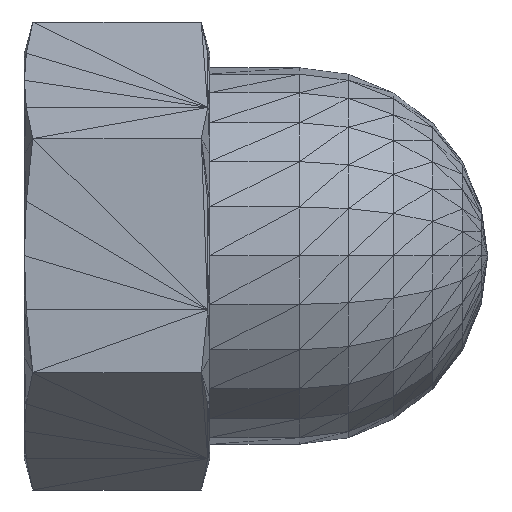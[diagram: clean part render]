
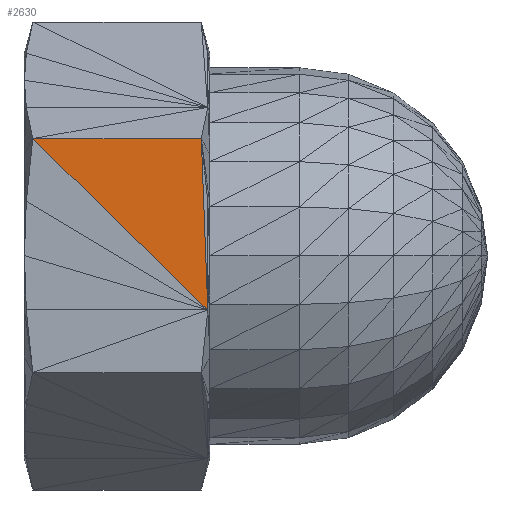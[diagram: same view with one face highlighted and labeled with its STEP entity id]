
A CAD part, top view. The second image highlights one B-rep face of the part: STEP entity #2630.
In plain terms, the highlighted planar face has unit normal (0, 0, 1).
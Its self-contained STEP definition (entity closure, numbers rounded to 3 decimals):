
#1304 = VERTEX_POINT('',#1305);
#1305 = CARTESIAN_POINT('',(0.013,0.523,
    0.604));
#1345 = PLANE('',#1346);
#1346 = AXIS2_PLACEMENT_3D('',#1347,#1348,#1349);
#1347 = CARTESIAN_POINT('',(0.16,0.537,0.58
    ));
#1348 = DIRECTION('',(0.,0.866,0.5)
  );
#1349 = DIRECTION('',(0.,-0.5,0.866));
#1893 = EDGE_CURVE('',#1304,#1894,#1896,.T.);
#1894 = VERTEX_POINT('',#1895);
#1895 = CARTESIAN_POINT('',(0.264,0.523,0.604
    ));
#1896 = SURFACE_CURVE('',#1897,(#1901,#1908),.PCURVE_S1.);
#1897 = LINE('',#1898,#1899);
#1898 = CARTESIAN_POINT('',(0.013,0.523,
    0.604));
#1899 = VECTOR('',#1900,1.);
#1900 = DIRECTION('',(1.,0.,0.));
#1901 = PCURVE('',#1345,#1902);
#1902 = DEFINITIONAL_REPRESENTATION('',(#1903),#1907);
#1903 = LINE('',#1904,#1905);
#1904 = CARTESIAN_POINT('',(0.028,-0.147));
#1905 = VECTOR('',#1906,1.);
#1906 = DIRECTION('',(0.,1.));
#1907 = ( GEOMETRIC_REPRESENTATION_CONTEXT(2) 
PARAMETRIC_REPRESENTATION_CONTEXT() REPRESENTATION_CONTEXT('2D SPACE',''
  ) );
#1908 = PCURVE('',#1909,#1914);
#1909 = PLANE('',#1910);
#1910 = AXIS2_PLACEMENT_3D('',#1911,#1912,#1913);
#1911 = CARTESIAN_POINT('',(0.178,0.432,0.604)
  );
#1912 = DIRECTION('',(0.,0.,1.));
#1913 = DIRECTION('',(1.,0.,0.));
#1914 = DEFINITIONAL_REPRESENTATION('',(#1915),#1919);
#1915 = LINE('',#1916,#1917);
#1916 = CARTESIAN_POINT('',(-0.166,0.091));
#1917 = VECTOR('',#1918,1.);
#1918 = DIRECTION('',(1.,0.));
#1919 = ( GEOMETRIC_REPRESENTATION_CONTEXT(2) 
PARAMETRIC_REPRESENTATION_CONTEXT() REPRESENTATION_CONTEXT('2D SPACE',''
  ) );
#2618 = PLANE('',#2619);
#2619 = AXIS2_PLACEMENT_3D('',#2620,#2621,#2622);
#2620 = CARTESIAN_POINT('',(0.125,0.386,0.604)
  );
#2621 = DIRECTION('',(0.,0.,1.));
#2622 = DIRECTION('',(1.,0.,0.));
#2630 = ADVANCED_FACE('',(#2631),#1909,.T.);
#2631 = FACE_BOUND('',#2632,.T.);
#2632 = EDGE_LOOP('',(#2633,#2656,#2682));
#2633 = ORIENTED_EDGE('',*,*,#2634,.T.);
#2634 = EDGE_CURVE('',#1304,#2635,#2637,.T.);
#2635 = VERTEX_POINT('',#2636);
#2636 = CARTESIAN_POINT('',(0.273,0.268,0.604
    ));
#2637 = SURFACE_CURVE('',#2638,(#2642,#2649),.PCURVE_S1.);
#2638 = LINE('',#2639,#2640);
#2639 = CARTESIAN_POINT('',(0.013,0.523,
    0.604));
#2640 = VECTOR('',#2641,1.);
#2641 = DIRECTION('',(0.715,-0.7,0.));
#2642 = PCURVE('',#1909,#2643);
#2643 = DEFINITIONAL_REPRESENTATION('',(#2644),#2648);
#2644 = LINE('',#2645,#2646);
#2645 = CARTESIAN_POINT('',(-0.166,0.091));
#2646 = VECTOR('',#2647,1.);
#2647 = DIRECTION('',(0.715,-0.7));
#2648 = ( GEOMETRIC_REPRESENTATION_CONTEXT(2) 
PARAMETRIC_REPRESENTATION_CONTEXT() REPRESENTATION_CONTEXT('2D SPACE',''
  ) );
#2649 = PCURVE('',#2618,#2650);
#2650 = DEFINITIONAL_REPRESENTATION('',(#2651),#2655);
#2651 = LINE('',#2652,#2653);
#2652 = CARTESIAN_POINT('',(-0.112,0.137));
#2653 = VECTOR('',#2654,1.);
#2654 = DIRECTION('',(0.715,-0.7));
#2655 = ( GEOMETRIC_REPRESENTATION_CONTEXT(2) 
PARAMETRIC_REPRESENTATION_CONTEXT() REPRESENTATION_CONTEXT('2D SPACE',''
  ) );
#2656 = ORIENTED_EDGE('',*,*,#2657,.T.);
#2657 = EDGE_CURVE('',#2635,#1894,#2658,.T.);
#2658 = SURFACE_CURVE('',#2659,(#2663,#2670),.PCURVE_S1.);
#2659 = LINE('',#2660,#2661);
#2660 = CARTESIAN_POINT('',(0.273,0.268,0.604
    ));
#2661 = VECTOR('',#2662,1.);
#2662 = DIRECTION('',(-0.038,0.999,0.));
#2663 = PCURVE('',#1909,#2664);
#2664 = DEFINITIONAL_REPRESENTATION('',(#2665),#2669);
#2665 = LINE('',#2666,#2667);
#2666 = CARTESIAN_POINT('',(0.095,-0.165));
#2667 = VECTOR('',#2668,1.);
#2668 = DIRECTION('',(-0.038,0.999));
#2669 = ( GEOMETRIC_REPRESENTATION_CONTEXT(2) 
PARAMETRIC_REPRESENTATION_CONTEXT() REPRESENTATION_CONTEXT('2D SPACE',''
  ) );
#2670 = PCURVE('',#2671,#2676);
#2671 = PLANE('',#2672);
#2672 = AXIS2_PLACEMENT_3D('',#2673,#2674,#2675);
#2673 = CARTESIAN_POINT('',(0.27,0.396,0.604
    ));
#2674 = DIRECTION('',(0.,0.,1.));
#2675 = DIRECTION('',(1.,0.,0.));
#2676 = DEFINITIONAL_REPRESENTATION('',(#2677),#2681);
#2677 = LINE('',#2678,#2679);
#2678 = CARTESIAN_POINT('',(0.003,-0.128));
#2679 = VECTOR('',#2680,1.);
#2680 = DIRECTION('',(-0.038,0.999));
#2681 = ( GEOMETRIC_REPRESENTATION_CONTEXT(2) 
PARAMETRIC_REPRESENTATION_CONTEXT() REPRESENTATION_CONTEXT('2D SPACE',''
  ) );
#2682 = ORIENTED_EDGE('',*,*,#1893,.F.);
